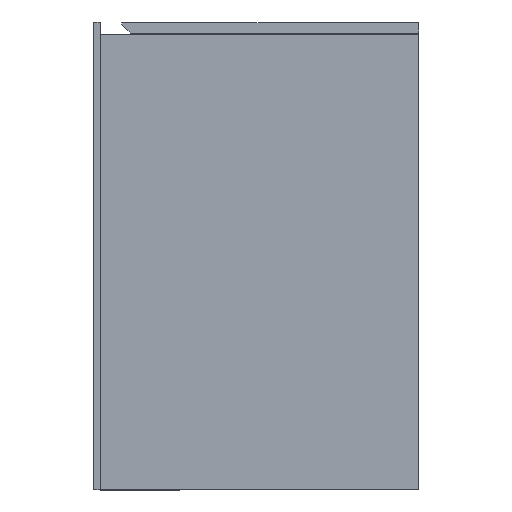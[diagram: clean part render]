
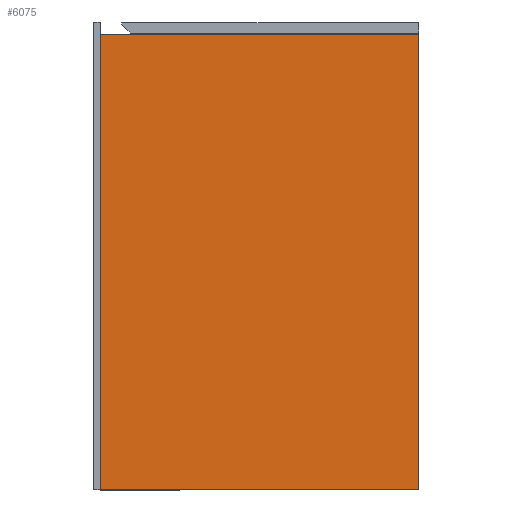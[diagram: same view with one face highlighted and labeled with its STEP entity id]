
A CAD part, left-side view. The second image highlights one B-rep face of the part: STEP entity #6075.
In plain terms, the highlighted planar face has unit normal (-1, 0, 0).
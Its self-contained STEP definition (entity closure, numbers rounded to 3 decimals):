
#193 = DIRECTION ( 'NONE',  ( 1., 0., 0. ) ) ;
#251 = VERTEX_POINT ( 'NONE', #3586 ) ;
#261 = CARTESIAN_POINT ( 'NONE',  ( 2., 909.337, -550. ) ) ;
#440 = CARTESIAN_POINT ( 'NONE',  ( 2., 909.337, -15. ) ) ;
#820 = LINE ( 'NONE', #3147, #8073 ) ;
#843 = ORIENTED_EDGE ( 'NONE', *, *, #7536, .F. ) ;
#971 = EDGE_LOOP ( 'NONE', ( #843, #3196, #8397, #4658 ) ) ;
#1121 = CARTESIAN_POINT ( 'NONE',  ( 2., 374., -550. ) ) ;
#1258 = EDGE_CURVE ( 'NONE', #5488, #251, #5978, .T. ) ;
#1857 = VERTEX_POINT ( 'NONE', #8153 ) ;
#1999 = CARTESIAN_POINT ( 'NONE',  ( 2., 374., -550. ) ) ;
#2280 = VERTEX_POINT ( 'NONE', #1121 ) ;
#2909 = LINE ( 'NONE', #1999, #9166 ) ;
#3147 = CARTESIAN_POINT ( 'NONE',  ( 2., 909.337, -550. ) ) ;
#3196 = ORIENTED_EDGE ( 'NONE', *, *, #7775, .T. ) ;
#3586 = CARTESIAN_POINT ( 'NONE',  ( 2., 0., -15. ) ) ;
#4088 = VECTOR ( 'NONE', #12190, 1000. ) ;
#4658 = ORIENTED_EDGE ( 'NONE', *, *, #1258, .F. ) ;
#4723 = DIRECTION ( 'NONE',  ( 0., -1., 0. ) ) ;
#5174 = DIRECTION ( 'NONE',  ( 0., -1., 0. ) ) ;
#5488 = VERTEX_POINT ( 'NONE', #12178 ) ;
#5496 = CARTESIAN_POINT ( 'NONE',  ( 2., 0., -550. ) ) ;
#5978 = LINE ( 'NONE', #440, #13758 ) ;
#6075 = ADVANCED_FACE ( 'NONE', ( #11913 ), #10672, .F. ) ;
#7536 = EDGE_CURVE ( 'NONE', #2280, #5488, #2909, .T. ) ;
#7775 = EDGE_CURVE ( 'NONE', #2280, #1857, #820, .T. ) ;
#8073 = VECTOR ( 'NONE', #5174, 1000. ) ;
#8153 = CARTESIAN_POINT ( 'NONE',  ( 2., 0., -550. ) ) ;
#8397 = ORIENTED_EDGE ( 'NONE', *, *, #8862, .T. ) ;
#8730 = DIRECTION ( 'NONE',  ( 0., 0., -1. ) ) ;
#8862 = EDGE_CURVE ( 'NONE', #1857, #251, #13040, .T. ) ;
#9166 = VECTOR ( 'NONE', #9472, 1000. ) ;
#9472 = DIRECTION ( 'NONE',  ( 0., 0., 1. ) ) ;
#10672 = PLANE ( 'NONE',  #12718 ) ;
#11913 = FACE_OUTER_BOUND ( 'NONE', #971, .T. ) ;
#12178 = CARTESIAN_POINT ( 'NONE',  ( 2., 374., -15. ) ) ;
#12190 = DIRECTION ( 'NONE',  ( 0., 0., 1. ) ) ;
#12718 = AXIS2_PLACEMENT_3D ( 'NONE', #261, #193, #8730 ) ;
#13040 = LINE ( 'NONE', #5496, #4088 ) ;
#13758 = VECTOR ( 'NONE', #4723, 1000. ) ;
